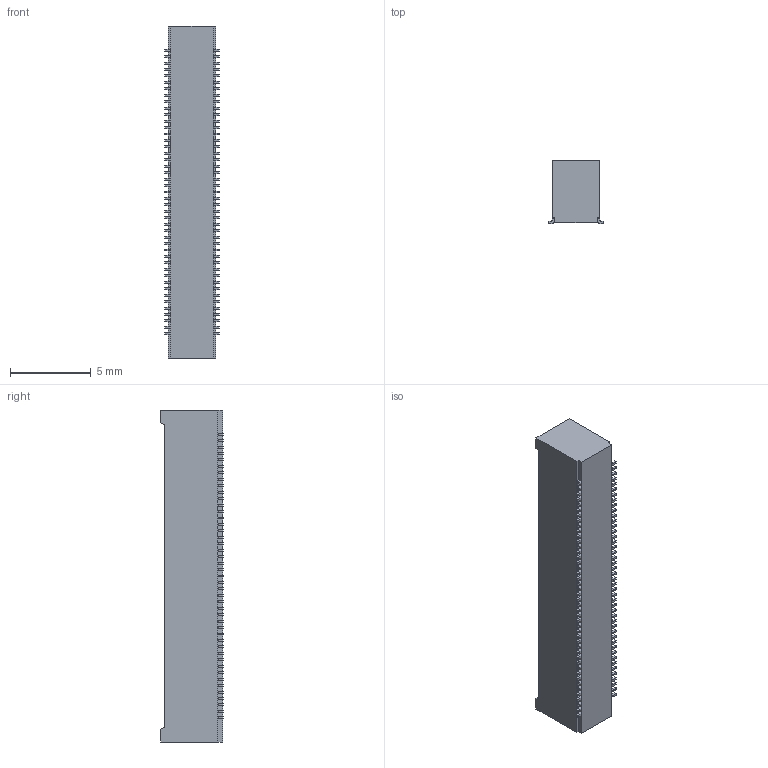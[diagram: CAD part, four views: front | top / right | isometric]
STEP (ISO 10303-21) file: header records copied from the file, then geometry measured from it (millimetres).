
FILE_DESCRIPTION(('CoCreate Modeling STEP Export'),'2;1');
FILE_NAME('DF40HC(4.0)-90DS.stp','2011-11-07T15:48:59',(''),(''),'CoCreate Modeling STEP processor for AP214 (Solid Model)','CoCreate Modeling 17.0 01-Apr-2010 (C) Parametric Technology GmbH','');
FILE_SCHEMA(('AUTOMOTIVE_DESIGN { 1 0 10303 214 1 1 1 1 }'));
Length unit declared in the file: millimetre
Products named in the file (1): DF40HC(4.0)-90DS
Bounding box: 3.38 x 3.9 x 20.6 mm (x, y, z)
Volume: 194.8 mm3; surface area: 420.7 mm2
Topology: 1 solids, 1 shells, 1896 faces, 5093 edges, 3382 vertices
Faces by surface type: plane 1239, cylinder 642, cone 15
Entity records: 57990 total; most frequent: CARTESIAN_POINT 10237, ORIENTED_EDGE 10186, DIRECTION 9607, EDGE_CURVE 5093, VECTOR 3783, LINE 3783, VERTEX_POINT 3382, AXIS2_PLACEMENT_3D 2912
